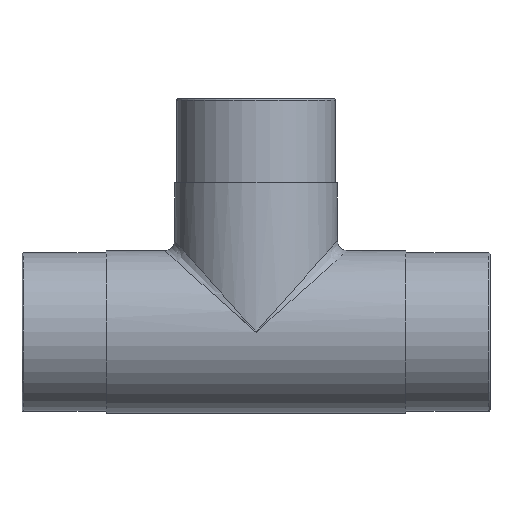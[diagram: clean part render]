
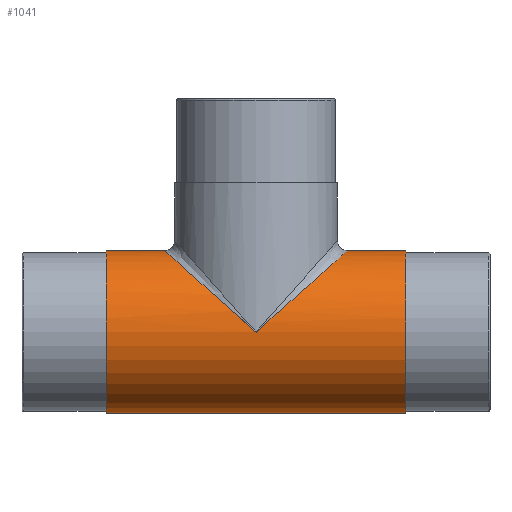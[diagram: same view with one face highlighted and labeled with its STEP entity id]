
A CAD part, front view. The second image highlights one B-rep face of the part: STEP entity #1041.
In plain terms, the highlighted cylindrical face has radius 24.15 mm (diameter 48.3 mm), a partial arc.
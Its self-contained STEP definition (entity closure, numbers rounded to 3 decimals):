
#49 = CARTESIAN_POINT ( 'NONE',  ( 0., -24.15, 0. ) ) ;
#56 = CARTESIAN_POINT ( 'NONE',  ( -27.15, -14.147, 24.15 ) ) ;
#66 = CARTESIAN_POINT ( 'NONE',  ( -44.5, 0., 24.15 ) ) ;
#88 = EDGE_CURVE ( 'NONE', #406, #951, #980, .T. ) ;
#97 = EDGE_CURVE ( 'NONE', #1003, #951, #1067, .T. ) ;
#121 = ORIENTED_EDGE ( 'NONE', *, *, #97, .F. ) ;
#142 = CARTESIAN_POINT ( 'NONE',  ( -15.904, -24.15, 14.147 ) ) ;
#171 = VERTEX_POINT ( 'NONE', #1286 ) ;
#218 = AXIS2_PLACEMENT_3D ( 'NONE', #811, #1311, #491 ) ;
#226 = EDGE_CURVE ( 'NONE', #1003, #712, #1229, .T. ) ;
#265 = VECTOR ( 'NONE', #595, 1000. ) ;
#300 = ORIENTED_EDGE ( 'NONE', *, *, #442, .T. ) ;
#333 = EDGE_CURVE ( 'NONE', #1040, #171, #1120, .T. ) ;
#340 = DIRECTION ( 'NONE',  ( 0., 0., -1. ) ) ;
#346 = CARTESIAN_POINT ( 'NONE',  ( 15.904, -24.15, 14.147 ) ) ;
#350 = ORIENTED_EDGE ( 'NONE', *, *, #226, .T. ) ;
#369 = CARTESIAN_POINT ( 'NONE',  ( 0., -24.15, 0. ) ) ;
#406 = VERTEX_POINT ( 'NONE', #369 ) ;
#413 = ORIENTED_EDGE ( 'NONE', *, *, #557, .F. ) ;
#442 = EDGE_CURVE ( 'NONE', #712, #171, #1215, .T. ) ;
#447 = AXIS2_PLACEMENT_3D ( 'NONE', #854, #1280, #340 ) ;
#466 = CARTESIAN_POINT ( 'NONE',  ( -44.5, 0., 0. ) ) ;
#473 = CARTESIAN_POINT ( 'NONE',  ( -44.5, 0., -24.15 ) ) ;
#491 = DIRECTION ( 'NONE',  ( 0., 0., -1. ) ) ;
#544 = DIRECTION ( 'NONE',  ( 1., 0., 0. ) ) ;
#557 = EDGE_CURVE ( 'NONE', #612, #1040, #1097, .T. ) ;
#568 = CARTESIAN_POINT ( 'NONE',  ( -44.5, 0., 24.15 ) ) ;
#593 = AXIS2_PLACEMENT_3D ( 'NONE', #466, #911, #893 ) ;
#595 = DIRECTION ( 'NONE',  ( 1., 0., 0. ) ) ;
#612 = VERTEX_POINT ( 'NONE', #684 ) ;
#615 = VECTOR ( 'NONE', #544, 1000. ) ;
#653 = EDGE_CURVE ( 'NONE', #612, #406, #1046, .T. ) ;
#656 = CARTESIAN_POINT ( 'NONE',  ( 0., -24.15, 0. ) ) ;
#684 = CARTESIAN_POINT ( 'NONE',  ( 27.15, 0., 24.15 ) ) ;
#712 = VERTEX_POINT ( 'NONE', #963 ) ;
#801 = CYLINDRICAL_SURFACE ( 'NONE', #593, 24.15 ) ;
#811 = CARTESIAN_POINT ( 'NONE',  ( 44.5, 0., 0. ) ) ;
#848 = ORIENTED_EDGE ( 'NONE', *, *, #653, .T. ) ;
#854 = CARTESIAN_POINT ( 'NONE',  ( -44.5, 0., 0. ) ) ;
#893 = DIRECTION ( 'NONE',  ( 0., 0., -1. ) ) ;
#894 = CARTESIAN_POINT ( 'NONE',  ( -44.5, 0., 24.15 ) ) ;
#899 = CARTESIAN_POINT ( 'NONE',  ( -27.15, 0., 24.15 ) ) ;
#901 = CARTESIAN_POINT ( 'NONE',  ( 44.5, 0., 24.15 ) ) ;
#911 = DIRECTION ( 'NONE',  ( 1., 0., 0. ) ) ;
#951 = VERTEX_POINT ( 'NONE', #1260 ) ;
#961 = ORIENTED_EDGE ( 'NONE', *, *, #333, .F. ) ;
#963 = CARTESIAN_POINT ( 'NONE',  ( -44.5, 0., -24.15 ) ) ;
#980 =( BOUNDED_CURVE ( )  B_SPLINE_CURVE ( 3, ( #49, #142, #56, #899 ),
 .UNSPECIFIED., .F., .F. ) 
 B_SPLINE_CURVE_WITH_KNOTS ( ( 4, 4 ),
 ( 4.712, 6.283 ),
 .UNSPECIFIED. ) 
 CURVE ( )  GEOMETRIC_REPRESENTATION_ITEM ( )  RATIONAL_B_SPLINE_CURVE ( ( 1., 0.805, 0.805, 1. ) ) 
 REPRESENTATION_ITEM ( '' )  );
#991 = FACE_OUTER_BOUND ( 'NONE', #1069, .T. ) ;
#1003 = VERTEX_POINT ( 'NONE', #66 ) ;
#1040 = VERTEX_POINT ( 'NONE', #901 ) ;
#1041 = ADVANCED_FACE ( 'NONE', ( #991 ), #801, .T. ) ;
#1046 =( BOUNDED_CURVE ( )  B_SPLINE_CURVE ( 3, ( #1315, #1107, #346, #656 ),
 .UNSPECIFIED., .F., .T. ) 
 B_SPLINE_CURVE_WITH_KNOTS ( ( 4, 4 ),
 ( 0., 1.571 ),
 .UNSPECIFIED. ) 
 CURVE ( )  GEOMETRIC_REPRESENTATION_ITEM ( )  RATIONAL_B_SPLINE_CURVE ( ( 1., 0.805, 0.805, 1. ) ) 
 REPRESENTATION_ITEM ( '' )  );
#1067 = LINE ( 'NONE', #568, #615 ) ;
#1069 = EDGE_LOOP ( 'NONE', ( #121, #350, #300, #961, #413, #848, #1124 ) ) ;
#1090 = DIRECTION ( 'NONE',  ( 1., 0., 0. ) ) ;
#1097 = LINE ( 'NONE', #894, #1121 ) ;
#1107 = CARTESIAN_POINT ( 'NONE',  ( 27.15, -14.147, 24.15 ) ) ;
#1120 = CIRCLE ( 'NONE', #218, 24.15 ) ;
#1121 = VECTOR ( 'NONE', #1090, 1000. ) ;
#1124 = ORIENTED_EDGE ( 'NONE', *, *, #88, .T. ) ;
#1215 = LINE ( 'NONE', #473, #265 ) ;
#1229 = CIRCLE ( 'NONE', #447, 24.15 ) ;
#1260 = CARTESIAN_POINT ( 'NONE',  ( -27.15, 0., 24.15 ) ) ;
#1280 = DIRECTION ( 'NONE',  ( 1., 0., 0. ) ) ;
#1286 = CARTESIAN_POINT ( 'NONE',  ( 44.5, 0., -24.15 ) ) ;
#1311 = DIRECTION ( 'NONE',  ( 1., 0., 0. ) ) ;
#1315 = CARTESIAN_POINT ( 'NONE',  ( 27.15, 0., 24.15 ) ) ;
